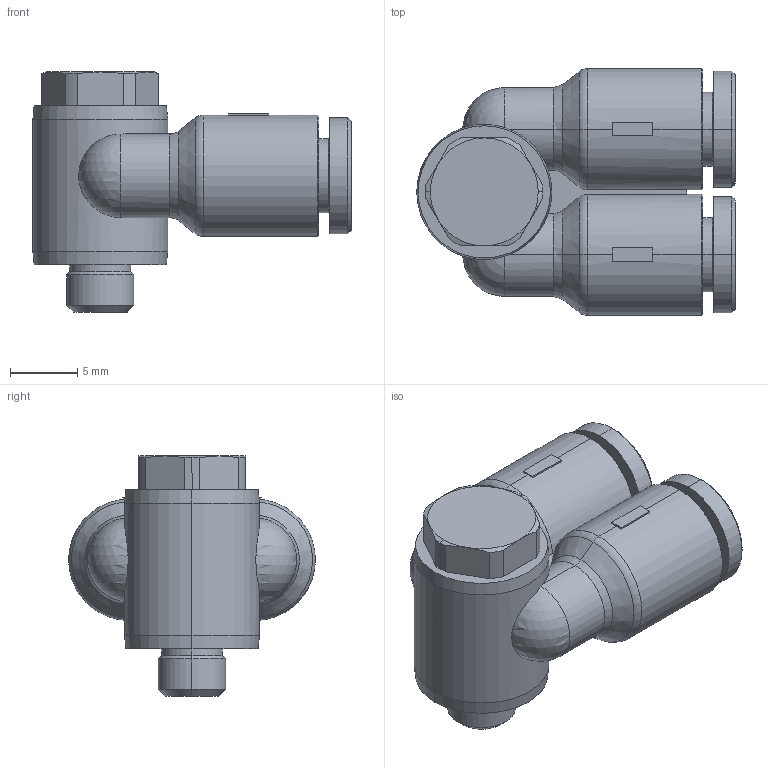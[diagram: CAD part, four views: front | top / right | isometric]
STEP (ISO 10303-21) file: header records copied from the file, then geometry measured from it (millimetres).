
FILE_DESCRIPTION((''),'2;1');
FILE_NAME('GPA_04M5(3D).stp','2012-12-17T14:09:56',(''),(''),'Mechanical Desktop.R8.0.24.0','Mechanical Desktop.R8.0.24.0',', , ');
FILE_SCHEMA(('CONFIG_CONTROL_DESIGN'));
Length unit declared in the file: millimetre
Products named in the file (2): GPA_04M5(3D); ºÎÇ°1
Assembly tree (1 placements, depth 2):
  GPA_04M5(3D)
    ºÎÇ°1
Bounding box: 23.6 x 18.3 x 17.8 mm (x, y, z)
Volume: 2415.8 mm3; surface area: 2207.2 mm2
Topology: 1 solids, 1 shells, 850 faces, 2377 edges, 1565 vertices
Faces by surface type: plane 684, bspline 58, cylinder 56, cone 44, torus 6, sphere 2
Entity records: 28050 total; most frequent: CARTESIAN_POINT 6128, ORIENTED_EDGE 4750, DIRECTION 4211, EDGE_CURVE 2375, VECTOR 2059, LINE 2059, VERTEX_POINT 1565, AXIS2_PLACEMENT_3D 1076
